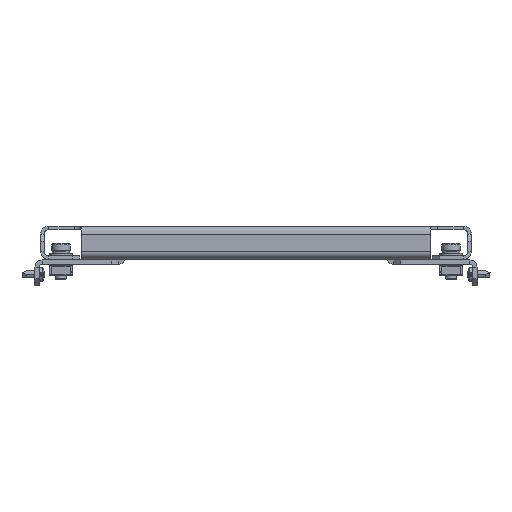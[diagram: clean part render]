
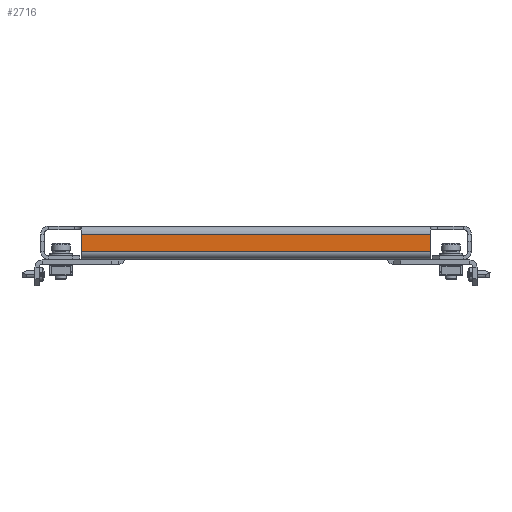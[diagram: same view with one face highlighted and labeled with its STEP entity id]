
A CAD part, front view. The second image highlights one B-rep face of the part: STEP entity #2716.
In plain terms, the highlighted planar face has unit normal (0, -1, 0).
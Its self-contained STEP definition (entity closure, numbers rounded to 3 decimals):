
#806 = EDGE_CURVE ( 'NONE', #982, #2934, #4730, .T. ) ;
#965 = EDGE_CURVE ( 'NONE', #2934, #4727, #1371, .T. ) ;
#979 = VERTEX_POINT ( 'NONE', #6274 ) ;
#982 = VERTEX_POINT ( 'NONE', #2078 ) ;
#1085 = PLANE ( 'NONE',  #2125 ) ;
#1202 = DIRECTION ( 'NONE',  ( 1., 0., 0. ) ) ;
#1280 = LINE ( 'NONE', #3212, #9308 ) ;
#1371 = LINE ( 'NONE', #5158, #12751 ) ;
#2078 = CARTESIAN_POINT ( 'NONE',  ( -121.5, -399.5, -3. ) ) ;
#2125 = AXIS2_PLACEMENT_3D ( 'NONE', #9349, #3269, #10453 ) ;
#2166 = DIRECTION ( 'NONE',  ( 1., 0., 0. ) ) ;
#2682 = ORIENTED_EDGE ( 'NONE', *, *, #806, .T. ) ;
#2716 = ADVANCED_FACE ( 'NONE', ( #10976 ), #1085, .F. ) ;
#2934 = VERTEX_POINT ( 'NONE', #8850 ) ;
#3212 = CARTESIAN_POINT ( 'NONE',  ( 121.5, -399.5, -3. ) ) ;
#3269 = DIRECTION ( 'NONE',  ( 0., 1., 0. ) ) ;
#3866 = CARTESIAN_POINT ( 'NONE',  ( 121.5, -399.5, -15. ) ) ;
#4727 = VERTEX_POINT ( 'NONE', #3866 ) ;
#4730 = LINE ( 'NONE', #10901, #5052 ) ;
#4743 = ORIENTED_EDGE ( 'NONE', *, *, #5791, .F. ) ;
#5052 = VECTOR ( 'NONE', #5925, 1000. ) ;
#5158 = CARTESIAN_POINT ( 'NONE',  ( -121.5, -399.5, -15. ) ) ;
#5697 = ORIENTED_EDGE ( 'NONE', *, *, #8507, .T. ) ;
#5791 = EDGE_CURVE ( 'NONE', #982, #979, #1280, .T. ) ;
#5829 = DIRECTION ( 'NONE',  ( 0., 0., 1. ) ) ;
#5925 = DIRECTION ( 'NONE',  ( 0., 0., -1. ) ) ;
#6087 = VECTOR ( 'NONE', #5829, 1000. ) ;
#6274 = CARTESIAN_POINT ( 'NONE',  ( 121.5, -399.5, -3. ) ) ;
#6545 = EDGE_LOOP ( 'NONE', ( #12922, #5697, #4743, #2682 ) ) ;
#7389 = LINE ( 'NONE', #9819, #6087 ) ;
#8507 = EDGE_CURVE ( 'NONE', #4727, #979, #7389, .T. ) ;
#8850 = CARTESIAN_POINT ( 'NONE',  ( -121.5, -399.5, -15. ) ) ;
#9308 = VECTOR ( 'NONE', #1202, 1000. ) ;
#9349 = CARTESIAN_POINT ( 'NONE',  ( 0., -399.5, 0. ) ) ;
#9819 = CARTESIAN_POINT ( 'NONE',  ( 121.5, -399.5, 0. ) ) ;
#10453 = DIRECTION ( 'NONE',  ( 0., 0., 1. ) ) ;
#10901 = CARTESIAN_POINT ( 'NONE',  ( -121.5, -399.5, 0. ) ) ;
#10976 = FACE_OUTER_BOUND ( 'NONE', #6545, .T. ) ;
#12751 = VECTOR ( 'NONE', #2166, 1000. ) ;
#12922 = ORIENTED_EDGE ( 'NONE', *, *, #965, .T. ) ;
